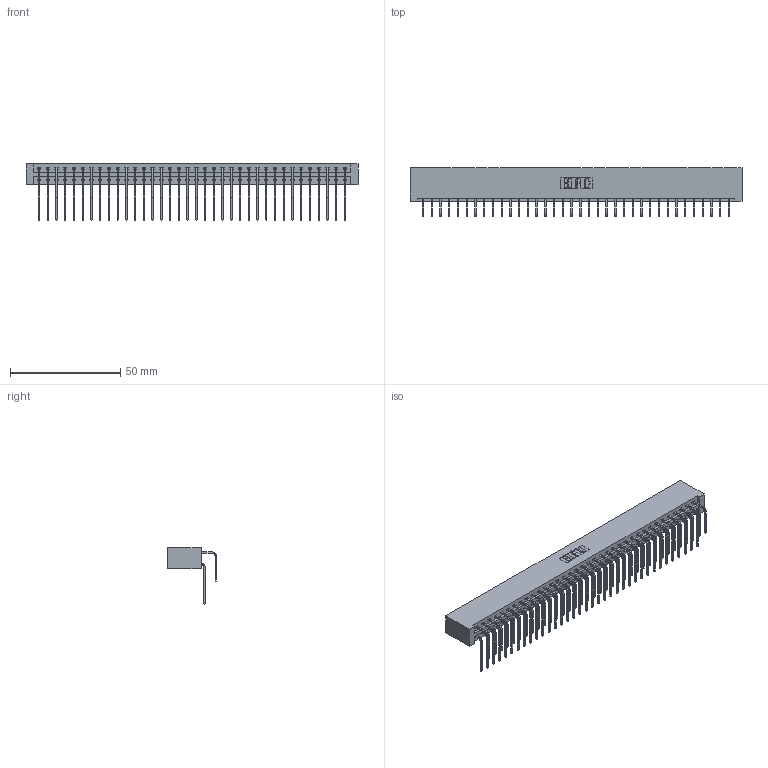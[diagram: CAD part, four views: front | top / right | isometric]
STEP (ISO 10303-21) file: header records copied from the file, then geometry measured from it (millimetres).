
FILE_DESCRIPTION (( 'STEP AP203' ), '1' );
FILE_NAME ('387-072-558-201.STEP', '2018-09-22T18:50:37', ( '' ), ( '' ), 'SwSTEP 2.0', 'SolidWorks 2016', '' );
FILE_SCHEMA (( 'CONFIG_CONTROL_DESIGN' ));
Length unit declared in the file: inch
Products named in the file (4): 337 Part_No Mounting Lugs; 345-292-001_558 559 Tail - 1; 345-292-001_558 Tail - 2; 387-072-558-201
Assembly tree (73 placements, depth 2):
  387-072-558-201
    337 Part_No Mounting Lugs
    345-292-001_558 559 Tail - 1  x36
    345-292-001_558 Tail - 2  x36
Bounding box: 150.52 x 22.17 x 25.53 mm (x, y, z)
Volume: 16959.2 mm3; surface area: 21255.8 mm2
Topology: 73 solids, 73 shells, 4138 faces, 12311 edges, 8110 vertices
Faces by surface type: plane 2946, cylinder 1192
Entity records: 30195 total; most frequent: CARTESIAN_POINT 5137, ORIENTED_EDGE 5022, DIRECTION 4355, EDGE_CURVE 2511, LINE 2351, VECTOR 2351, VERTEX_POINT 1670, AXIS2_PLACEMENT_3D 1002
